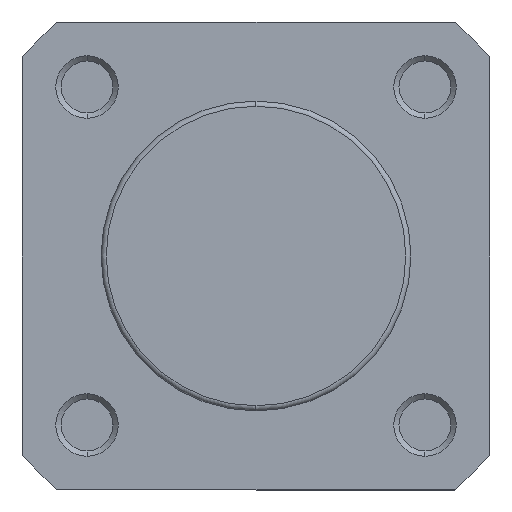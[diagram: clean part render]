
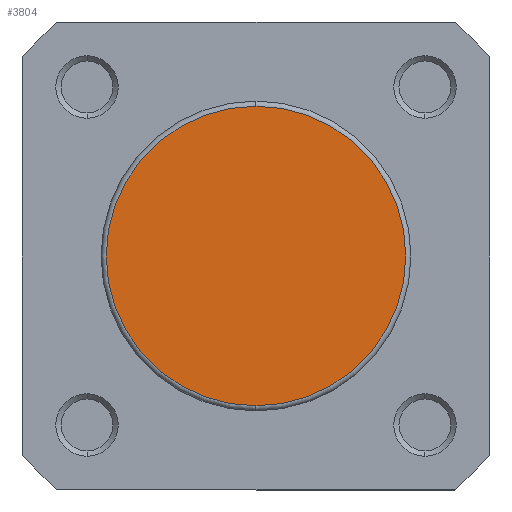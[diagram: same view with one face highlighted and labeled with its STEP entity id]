
A CAD part, left-side view. The second image highlights one B-rep face of the part: STEP entity #3804.
In plain terms, the highlighted planar face has unit normal (-1, 0, 0).
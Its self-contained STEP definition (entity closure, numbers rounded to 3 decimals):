
#50 = DIRECTION ( 'NONE',  ( 0., 0., 1. ) ) ;
#53 = DIRECTION ( 'NONE',  ( -1., 0., 0. ) ) ;
#96 = CARTESIAN_POINT ( 'NONE',  ( 0., 0., 0. ) ) ;
#917 = CIRCLE ( 'NONE', #4030, 14.4 ) ;
#2178 = AXIS2_PLACEMENT_3D ( 'NONE', #5464, #5459, #5455 ) ;
#2220 = AXIS2_PLACEMENT_3D ( 'NONE', #6241, #6238, #6237 ) ;
#2549 = ORIENTED_EDGE ( 'NONE', *, *, #2649, .T. ) ;
#2577 = ORIENTED_EDGE ( 'NONE', *, *, #4793, .T. ) ;
#2649 = EDGE_CURVE ( 'NONE', #4607, #4608, #3495, .T. ) ;
#3055 = EDGE_LOOP ( 'NONE', ( #2549, #2577 ) ) ;
#3495 = CIRCLE ( 'NONE', #2178, 14.4 ) ;
#3560 = FACE_OUTER_BOUND ( 'NONE', #3055, .T. ) ;
#3804 = ADVANCED_FACE ( 'NONE', ( #3560 ), #6240, .T. ) ;
#4030 = AXIS2_PLACEMENT_3D ( 'NONE', #96, #53, #50 ) ;
#4607 = VERTEX_POINT ( 'NONE', #5134 ) ;
#4608 = VERTEX_POINT ( 'NONE', #5133 ) ;
#4793 = EDGE_CURVE ( 'NONE', #4608, #4607, #917, .T. ) ;
#5133 = CARTESIAN_POINT ( 'NONE',  ( 0., 0., -14.4 ) ) ;
#5134 = CARTESIAN_POINT ( 'NONE',  ( 0., 0., 14.4 ) ) ;
#5455 = DIRECTION ( 'NONE',  ( 0., 0., 1. ) ) ;
#5459 = DIRECTION ( 'NONE',  ( -1., 0., 0. ) ) ;
#5464 = CARTESIAN_POINT ( 'NONE',  ( 0., 0., 0. ) ) ;
#6237 = DIRECTION ( 'NONE',  ( 0., 0., 1. ) ) ;
#6238 = DIRECTION ( 'NONE',  ( -1., 0., 0. ) ) ;
#6240 = PLANE ( 'NONE',  #2220 ) ;
#6241 = CARTESIAN_POINT ( 'NONE',  ( 0., -14.9, 0. ) ) ;
